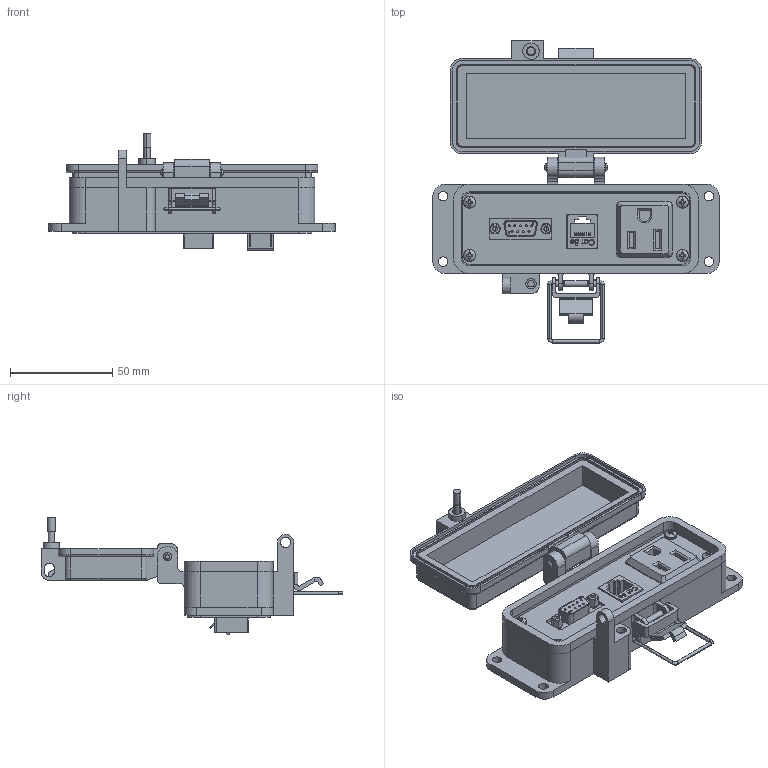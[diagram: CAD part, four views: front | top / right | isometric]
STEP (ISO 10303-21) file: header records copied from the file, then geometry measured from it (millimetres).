
FILE_DESCRIPTION (( 'STEP AP203' ), '1' );
FILE_NAME ('P-Q7R2-H3R0_3D.STEP', '2018-11-12T21:42:19', ( '' ), ( '' ), 'SwSTEP 2.0', 'SolidWorks 2018', '' );
FILE_SCHEMA (( 'CONFIG_CONTROL_DESIGN' ));
Length unit declared in the file: millimetre
Products named in the file (15): Z-300-RJ45CAT5; R2; P-Q7R2-H3R0_BP240_1; Z-200-OTLT-R0SQ; P-Q7R2-H3R0_TP060_1; R; Z-000-4243316TFP; Z-H-H3_B; Z-BULK-DB9MF; -H3; Z-001-SPR3_16HX; 92005A124_METRIC PAN HEAD PHILLIPS MACHINE SCREW_92005A124; Q7; P-Q7R2-H3R0_3D; P-Q7R2-H3R0_FP060_1
Assembly tree (22 placements, depth 3):
  P-Q7R2-H3R0_3D
    P-Q7R2-H3R0_BP240_1
    P-Q7R2-H3R0_TP060_1
    Z-000-4243316TFP  x5
    Q7
      Z-BULK-DB9MF
      Z-001-SPR3_16HX  x2
    P-Q7R2-H3R0_FP060_1
    R2
      Z-300-RJ45CAT5
    R
      Z-200-OTLT-R0SQ
    -H3
      Z-H-H3_B
    92005A124_METRIC PAN HEAD PHILLIPS MACHINE SCREW_92005A124  x4
Bounding box: 140 x 147.61 x 57.27 mm (x, y, z)
Volume: 116516.6 mm3; surface area: 91848.6 mm2
Topology: 29 solids, 29 shells, 2565 faces, 7042 edges, 4613 vertices
Faces by surface type: cylinder 1055, plane 996, bspline 328, cone 162, torus 16, sphere 8
Entity records: 68334 total; most frequent: CARTESIAN_POINT 24705, ORIENTED_EDGE 9412, DIRECTION 7639, EDGE_CURVE 4706, VERTEX_POINT 3082, LINE 2859, VECTOR 2859, AXIS2_PLACEMENT_3D 2390
